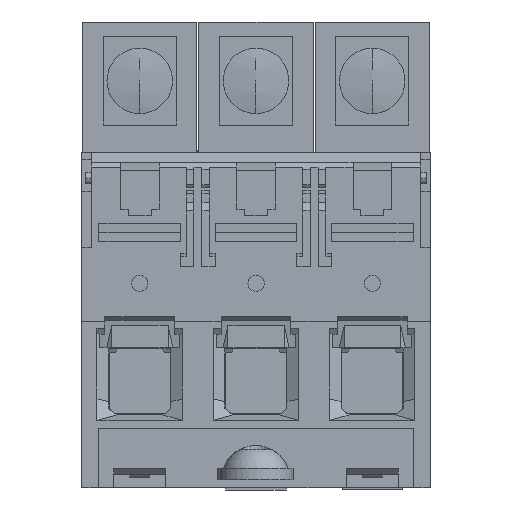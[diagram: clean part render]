
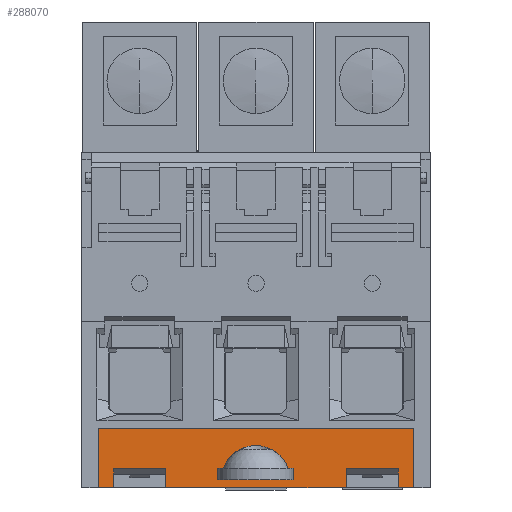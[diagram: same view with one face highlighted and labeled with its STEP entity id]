
A CAD part, front view. The second image highlights one B-rep face of the part: STEP entity #288070.
In plain terms, the highlighted face is planar.
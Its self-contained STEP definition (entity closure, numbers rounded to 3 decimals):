
#214650=CARTESIAN_POINT('',(42.787,29.615,
66.205));
#214660=VERTEX_POINT('',#214650);
#214910=CARTESIAN_POINT('',(42.787,26.715,
66.205));
#214920=VERTEX_POINT('',#214910);
#214950=CARTESIAN_POINT('',(42.787,44.07,
66.205));
#214960=DIRECTION('',(0.,-1.,0.));
#214970=VECTOR('',#214960,1.);
#214980=LINE('',#214950,#214970);
#214990=EDGE_CURVE('',#214660,#214920,#214980,.T.);
#280520=CARTESIAN_POINT('',(42.787,29.665,
8.818));
#280530=DIRECTION('',(0.,0.,1.));
#280540=VECTOR('',#280530,1.);
#280550=LINE('',#280520,#280540);
#280560=CARTESIAN_POINT('',(42.787,29.665,
38.641));
#280570=VERTEX_POINT('',#280560);
#280580=CARTESIAN_POINT('',(42.787,29.665,
39.491));
#280590=VERTEX_POINT('',#280580);
#280600=EDGE_CURVE('',#280570,#280590,#280550,.T.);
#280730=CARTESIAN_POINT('',(42.787,29.665,
50.241));
#280740=VERTEX_POINT('',#280730);
#280770=CARTESIAN_POINT('',(42.787,29.665,
49.391));
#280780=VERTEX_POINT('',#280770);
#280790=EDGE_CURVE('',#280780,#280740,#280550,.T.);
#286800=CARTESIAN_POINT('',(42.787,28.865,
44.395));
#286810=DIRECTION('',(-1.,0.,0.));
#286820=DIRECTION('',(0.,-1.,0.));
#286830=AXIS2_PLACEMENT_3D('',#286800,#286810,#286820);
#286840=PLANE('',#286830);
#286850=ORIENTED_EDGE('',*,*,#280790,.F.);
#286860=CARTESIAN_POINT('',(42.787,44.07,
50.241));
#286870=DIRECTION('',(0.,-1.,0.));
#286880=VECTOR('',#286870,1.);
#286890=LINE('',#286860,#286880);
#286900=CARTESIAN_POINT('',(42.787,27.965,
50.241));
#286910=VERTEX_POINT('',#286900);
#286920=EDGE_CURVE('',#280740,#286910,#286890,.T.);
#286930=ORIENTED_EDGE('',*,*,#286920,.F.);
#286940=CARTESIAN_POINT('',(42.787,27.965,
8.818));
#286950=DIRECTION('',(0.,0.,1.));
#286960=VECTOR('',#286950,1.);
#286970=LINE('',#286940,#286960);
#286980=CARTESIAN_POINT('',(42.787,27.965,
38.641));
#286990=VERTEX_POINT('',#286980);
#287000=EDGE_CURVE('',#286990,#286910,#286970,.T.);
#287010=ORIENTED_EDGE('',*,*,#287000,.T.);
#287020=CARTESIAN_POINT('',(42.787,44.07,
38.641));
#287030=DIRECTION('',(0.,-1.,0.));
#287040=VECTOR('',#287030,1.);
#287050=LINE('',#287020,#287040);
#287060=EDGE_CURVE('',#280570,#286990,#287050,.T.);
#287070=ORIENTED_EDGE('',*,*,#287060,.T.);
#287080=ORIENTED_EDGE('',*,*,#280600,.F.);
#287090=CARTESIAN_POINT('',(42.787,27.914,
44.441));
#287100=DIRECTION('',(-1.,0.,0.));
#287110=DIRECTION('',(0.,0.,1.));
#287120=AXIS2_PLACEMENT_3D('',#287090,#287100,#287110);
#287130=CIRCLE('',#287120,5.25);
#287140=EDGE_CURVE('',#280780,#280590,#287130,.T.);
#287150=ORIENTED_EDGE('',*,*,#287140,.T.);
#287160=EDGE_LOOP('',(#287150,#287080,#287070,#287010,#286930,#286850));
#287170=FACE_BOUND('',#287160,.T.);
#287180=CARTESIAN_POINT('',(42.787,35.856,
-0.109));
#287190=DIRECTION('',(0.,0.,-1.));
#287200=VECTOR('',#287190,1.);
#287210=LINE('',#287180,#287200);
#287220=CARTESIAN_POINT('',(42.787,35.856,
68.521));
#287230=VERTEX_POINT('',#287220);
#287240=CARTESIAN_POINT('',(42.787,35.856,
20.27));
#287250=VERTEX_POINT('',#287240);
#287260=EDGE_CURVE('',#287230,#287250,#287210,.T.);
#287270=ORIENTED_EDGE('',*,*,#287260,.F.);
#287280=CARTESIAN_POINT('',(42.787,44.07,
20.27));
#287290=DIRECTION('',(0.,-1.,0.));
#287300=VECTOR('',#287290,1.);
#287310=LINE('',#287280,#287300);
#287320=CARTESIAN_POINT('',(42.787,26.715,
20.27));
#287330=VERTEX_POINT('',#287320);
#287340=EDGE_CURVE('',#287250,#287330,#287310,.T.);
#287350=ORIENTED_EDGE('',*,*,#287340,.F.);
#287360=CARTESIAN_POINT('',(42.787,26.715,
-0.109));
#287370=DIRECTION('',(0.,0.,1.));
#287380=VECTOR('',#287370,1.);
#287390=LINE('',#287360,#287380);
#287400=CARTESIAN_POINT('',(42.787,26.715,
22.609));
#287410=VERTEX_POINT('',#287400);
#287420=EDGE_CURVE('',#287330,#287410,#287390,.T.);
#287430=ORIENTED_EDGE('',*,*,#287420,.F.);
#287440=CARTESIAN_POINT('',(42.787,44.07,
22.609));
#287450=DIRECTION('',(0.,1.,0.));
#287460=VECTOR('',#287450,1.);
#287470=LINE('',#287440,#287460);
#287480=CARTESIAN_POINT('',(42.787,29.615,
22.609));
#287490=VERTEX_POINT('',#287480);
#287500=EDGE_CURVE('',#287410,#287490,#287470,.T.);
#287510=ORIENTED_EDGE('',*,*,#287500,.F.);
#287520=CARTESIAN_POINT('',(42.787,29.615,
-0.109));
#287530=DIRECTION('',(0.,0.,1.));
#287540=VECTOR('',#287530,1.);
#287550=LINE('',#287520,#287540);
#287560=CARTESIAN_POINT('',(42.787,29.615,
30.609));
#287570=VERTEX_POINT('',#287560);
#287580=EDGE_CURVE('',#287490,#287570,#287550,.T.);
#287590=ORIENTED_EDGE('',*,*,#287580,.F.);
#287600=CARTESIAN_POINT('',(42.787,44.07,
30.609));
#287610=DIRECTION('',(0.,-1.,0.));
#287620=VECTOR('',#287610,1.);
#287630=LINE('',#287600,#287620);
#287640=CARTESIAN_POINT('',(42.787,26.715,
30.609));
#287650=VERTEX_POINT('',#287640);
#287660=EDGE_CURVE('',#287570,#287650,#287630,.T.);
#287670=ORIENTED_EDGE('',*,*,#287660,.F.);
#287680=CARTESIAN_POINT('',(42.787,26.715,
-0.109));
#287690=DIRECTION('',(0.,0.,1.));
#287700=VECTOR('',#287690,1.);
#287710=LINE('',#287680,#287700);
#287720=CARTESIAN_POINT('',(42.787,26.715,
58.205));
#287730=VERTEX_POINT('',#287720);
#287740=EDGE_CURVE('',#287650,#287730,#287710,.T.);
#287750=ORIENTED_EDGE('',*,*,#287740,.F.);
#287760=CARTESIAN_POINT('',(42.787,44.07,
58.205));
#287770=DIRECTION('',(0.,1.,0.));
#287780=VECTOR('',#287770,1.);
#287790=LINE('',#287760,#287780);
#287800=CARTESIAN_POINT('',(42.787,29.615,
58.205));
#287810=VERTEX_POINT('',#287800);
#287820=EDGE_CURVE('',#287730,#287810,#287790,.T.);
#287830=ORIENTED_EDGE('',*,*,#287820,.F.);
#287840=CARTESIAN_POINT('',(42.787,29.615,
-0.109));
#287850=DIRECTION('',(0.,0.,-1.));
#287860=VECTOR('',#287850,1.);
#287870=LINE('',#287840,#287860);
#287880=EDGE_CURVE('',#214660,#287810,#287870,.T.);
#287890=ORIENTED_EDGE('',*,*,#287880,.T.);
#287900=ORIENTED_EDGE('',*,*,#214990,.F.);
#287910=CARTESIAN_POINT('',(42.787,26.715,
-0.109));
#287920=DIRECTION('',(0.,0.,1.));
#287930=VECTOR('',#287920,1.);
#287940=LINE('',#287910,#287930);
#287950=CARTESIAN_POINT('',(42.787,26.715,
68.521));
#287960=VERTEX_POINT('',#287950);
#287970=EDGE_CURVE('',#214920,#287960,#287940,.T.);
#287980=ORIENTED_EDGE('',*,*,#287970,.F.);
#287990=CARTESIAN_POINT('',(42.787,44.07,
68.521));
#288000=DIRECTION('',(0.,1.,0.));
#288010=VECTOR('',#288000,1.);
#288020=LINE('',#287990,#288010);
#288030=EDGE_CURVE('',#287960,#287230,#288020,.T.);
#288040=ORIENTED_EDGE('',*,*,#288030,.F.);
#288050=EDGE_LOOP('',(#288040,#287980,#287900,#287890,#287830,#287750,
#287670,#287590,#287510,#287430,#287350,#287270));
#288060=FACE_OUTER_BOUND('',#288050,.T.);
#288070=ADVANCED_FACE('',(#287170,#288060),#286840,.F.);
